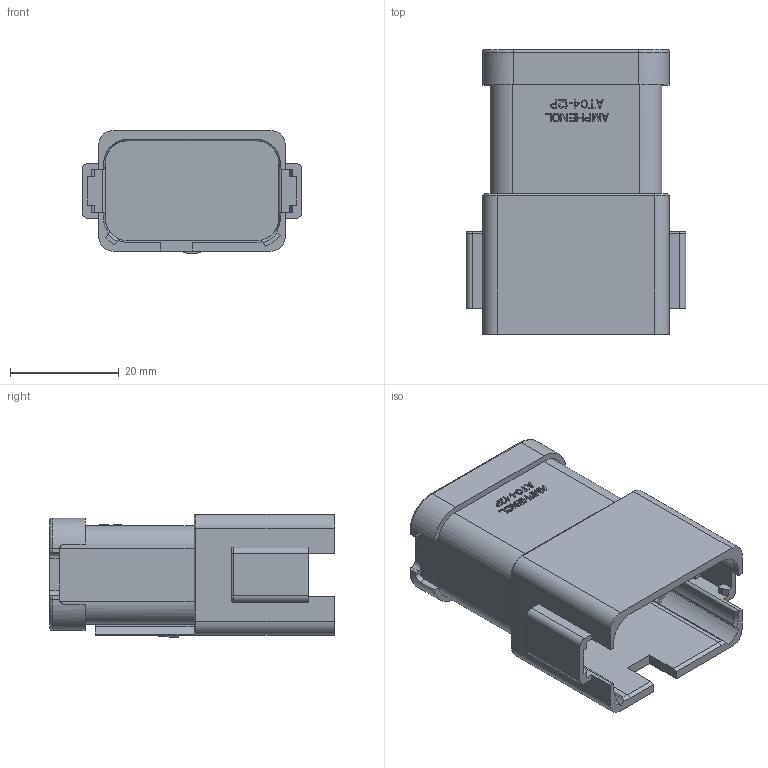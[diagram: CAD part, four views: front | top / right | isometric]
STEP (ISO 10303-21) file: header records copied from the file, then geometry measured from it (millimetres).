
FILE_DESCRIPTION((''),'2;1');
FILE_NAME('26-54223-12PA','2016-04-21T',('Jony.xie'),(''),'PRO/ENGINEER BY PARAMETRIC TECHNOLOGY CORPORATION, 2013230','PRO/ENGINEER BY PARAMETRIC TECHNOLOGY CORPORATION, 2013230','');
FILE_SCHEMA(('CONFIG_CONTROL_DESIGN'));
Length unit declared in the file: millimetre
Products named in the file (1): 26-54223-12PA
Bounding box: 40.45 x 52.35 x 22.63 mm (x, y, z)
Volume: 20183.3 mm3; surface area: 11159.4 mm2
Topology: 1 solids, 1 shells, 1585 faces, 4389 edges, 2908 vertices
Faces by surface type: plane 1286, extrusion 130, cylinder 112, torus 48, cone 7, sphere 2
Entity records: 50680 total; most frequent: CARTESIAN_POINT 10409, ORIENTED_EDGE 8778, DIRECTION 7428, EDGE_CURVE 4389, VECTOR 3882, LINE 3752, VERTEX_POINT 2908, AXIS2_PLACEMENT_3D 1773
